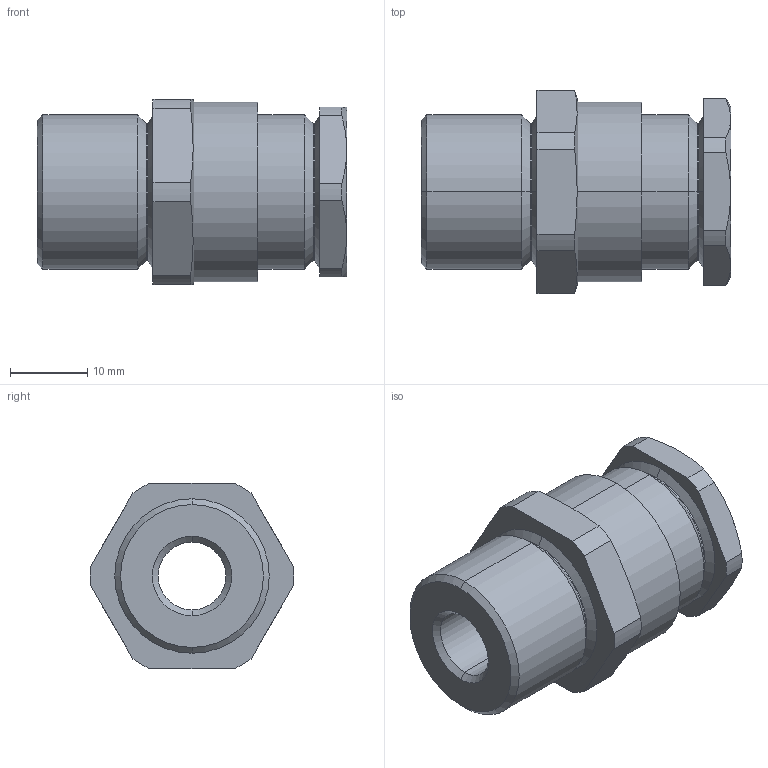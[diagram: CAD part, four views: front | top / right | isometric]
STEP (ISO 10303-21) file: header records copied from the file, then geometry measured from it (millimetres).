
FILE_DESCRIPTION (( 'STEP AP203' ), '1' );
FILE_NAME ('20s16 A2F M20.STEP', '2015-11-05T14:00:27', ( '' ), ( '' ), 'SwSTEP 2.0', 'SolidWorks 2014', '' );
FILE_SCHEMA (( 'CONFIG_CONTROL_DESIGN' ));
Length unit declared in the file: millimetre
Products named in the file (1): 20s16 A2F M20
Bounding box: 40.11 x 26.39 x 24 mm (x, y, z)
Surface area: 4866.3 mm2 (no closed solid volume)
Topology: 0 solids, 2 shells, 67 faces, 160 edges, 98 vertices
Faces by surface type: cylinder 26, cone 22, plane 17, torus 2
Entity records: 2066 total; most frequent: CARTESIAN_POINT 418, DIRECTION 350, ORIENTED_EDGE 312, EDGE_CURVE 160, AXIS2_PLACEMENT_3D 142, VERTEX_POINT 98, CIRCLE 74, EDGE_LOOP 72
